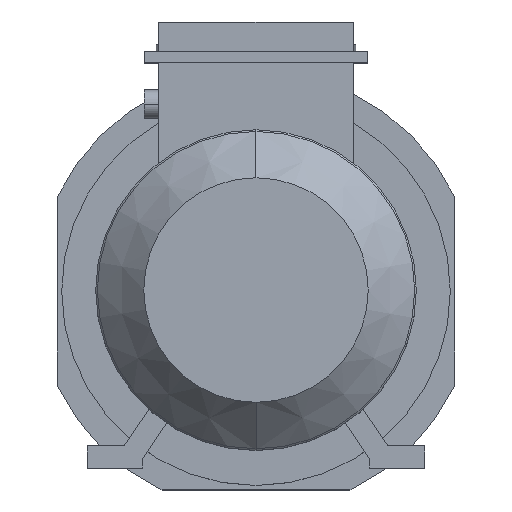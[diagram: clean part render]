
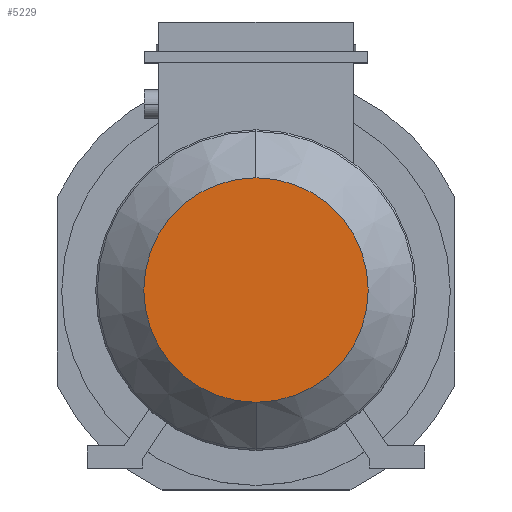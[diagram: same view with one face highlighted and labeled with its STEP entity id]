
A CAD part, top view. The second image highlights one B-rep face of the part: STEP entity #5229.
In plain terms, the highlighted planar face has unit normal (0, 0, 1).
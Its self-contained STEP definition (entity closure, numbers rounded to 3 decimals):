
#894 = FACE_OUTER_BOUND ( 'NONE', #3194, .T. ) ;
#1713 = CARTESIAN_POINT ( 'NONE',  ( 0., 0., 749. ) ) ;
#1714 = DIRECTION ( 'NONE',  ( 0., 0., -1. ) ) ;
#1715 = DIRECTION ( 'NONE',  ( 0., -1., 0. ) ) ;
#1959 = AXIS2_PLACEMENT_3D ( 'NONE', #6190, #6191, #6192 ) ;
#2197 = CARTESIAN_POINT ( 'NONE',  ( 0., 101.062, 749. ) ) ;
#2232 = CARTESIAN_POINT ( 'NONE',  ( 0., -101.063, 749. ) ) ;
#2354 = CIRCLE ( 'NONE', #2831, 101.063 ) ;
#2831 = AXIS2_PLACEMENT_3D ( 'NONE', #4254, #9600, #9601 ) ;
#3194 = EDGE_LOOP ( 'NONE', ( #3757, #3756 ) ) ;
#3756 = ORIENTED_EDGE ( 'NONE', *, *, #5029, .F. ) ;
#3757 = ORIENTED_EDGE ( 'NONE', *, *, #8426, .F. ) ;
#3960 = AXIS2_PLACEMENT_3D ( 'NONE', #1713, #1714, #1715 ) ;
#4254 = CARTESIAN_POINT ( 'NONE',  ( 0., 0., 749. ) ) ;
#5029 = EDGE_CURVE ( 'NONE', #7391, #7427, #2354, .T. ) ;
#5229 = ADVANCED_FACE ( 'NONE', ( #894 ), #6182, .F. ) ;
#5687 = CIRCLE ( 'NONE', #3960, 101.063 ) ;
#6182 = PLANE ( 'NONE',  #1959 ) ;
#6190 = CARTESIAN_POINT ( 'NONE',  ( 0., 0., 749. ) ) ;
#6191 = DIRECTION ( 'NONE',  ( 0., 0., -1. ) ) ;
#6192 = DIRECTION ( 'NONE',  ( 0., -1., 0. ) ) ;
#7391 = VERTEX_POINT ( 'NONE', #2197 ) ;
#7427 = VERTEX_POINT ( 'NONE', #2232 ) ;
#8426 = EDGE_CURVE ( 'NONE', #7427, #7391, #5687, .T. ) ;
#9600 = DIRECTION ( 'NONE',  ( 0., 0., -1. ) ) ;
#9601 = DIRECTION ( 'NONE',  ( 0., -1., 0. ) ) ;
